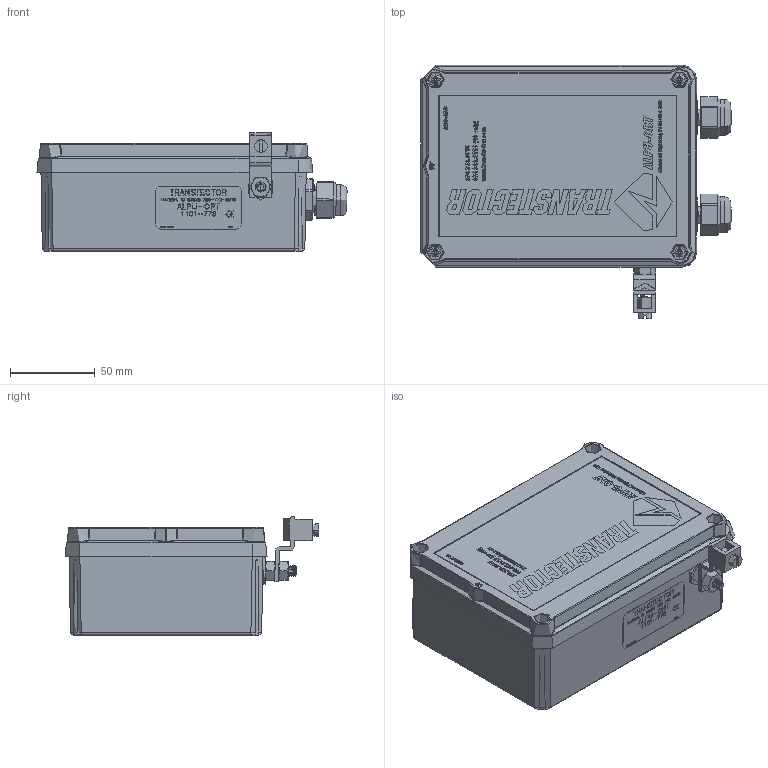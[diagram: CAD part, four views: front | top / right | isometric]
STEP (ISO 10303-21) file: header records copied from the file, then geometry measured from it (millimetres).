
FILE_DESCRIPTION (( 'STEP AP214' ), '1' );
FILE_NAME ('1101-778-E.STEP', '2019-01-24T21:04:58', ( '' ), ( '' ), 'SwSTEP 2.0', 'SolidWorks 2018', '' );
FILE_SCHEMA (( 'AUTOMOTIVE_DESIGN' ));
Length unit declared in the file: inch
Products named in the file (42): 2021-223; 2101-021; 2102-240; 2100-012; 2500-154; compression nut^2500-154; 2002-133; 2003-2157; 2103-028; 2003-2156; 2102-306; 2003-862-3; nut^2500-154; 2002-133_E226; body^2500-154; 1101-778-E; 2105-128
Assembly tree (40 placements, depth 3):
  compression nut^2500-154
  2002-133
  2103-028
  2003-862-3
  2021-223
Bounding box: 182.75 x 149.58 x 69.82 mm (x, y, z)
Volume: 226912.4 mm3; surface area: 211077.3 mm2
Topology: 23 solids, 23 shells, 5419 faces, 14829 edges, 9793 vertices
Faces by surface type: plane 3406, bspline 1025, cylinder 720, cone 182, torus 76, sphere 10
Entity records: 249158 total; most frequent: CARTESIAN_POINT 94146, ORIENTED_EDGE 26012, DIRECTION 18656, EDGE_CURVE 13006, LINE 9548, VECTOR 9548, VERTEX_POINT 8581, EDGE_LOOP 5125
